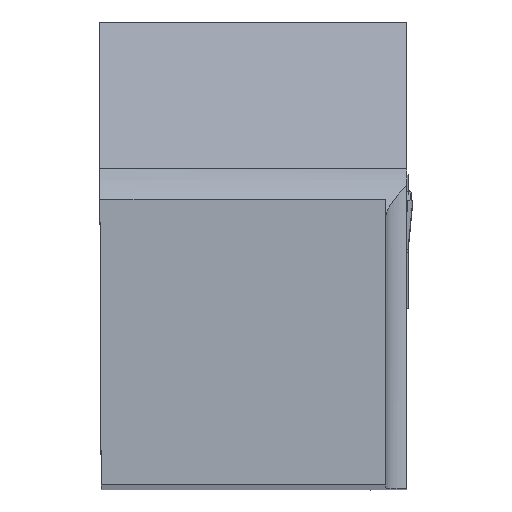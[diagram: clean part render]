
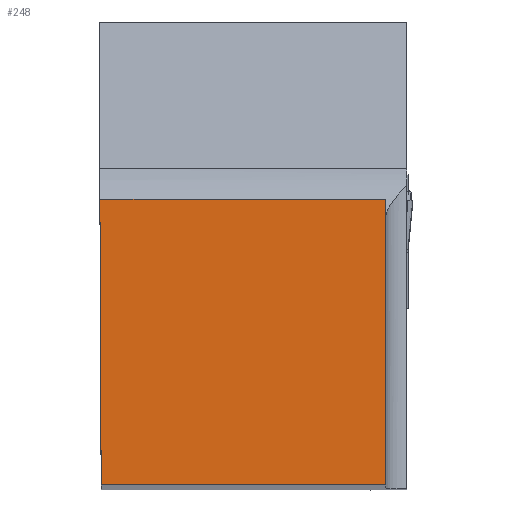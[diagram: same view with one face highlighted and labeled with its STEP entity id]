
A CAD part, top view. The second image highlights one B-rep face of the part: STEP entity #248.
In plain terms, the highlighted planar face has unit normal (0, 0, 1).
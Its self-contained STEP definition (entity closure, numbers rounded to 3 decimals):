
#248=ADVANCED_FACE('CU_BACK_SU1',(#402),#347,.F.);
#347=PLANE('',#2009);
#402=FACE_OUTER_BOUND('',#506,.T.);
#506=EDGE_LOOP('',(#1061,#1062,#1063,#1064));
#629=LINE('',#2625,#775);
#632=LINE('',#2631,#778);
#659=LINE('',#2720,#805);
#661=LINE('',#2723,#807);
#775=VECTOR('',#2182,1.);
#778=VECTOR('',#2187,1.);
#805=VECTOR('',#2258,1.);
#807=VECTOR('',#2262,1.);
#1061=ORIENTED_EDGE('',*,*,#1720,.T.);
#1062=ORIENTED_EDGE('',*,*,#1722,.F.);
#1063=ORIENTED_EDGE('',*,*,#1685,.T.);
#1064=ORIENTED_EDGE('',*,*,#1682,.T.);
#1505=VERTEX_POINT('',#2624);
#1506=VERTEX_POINT('',#2626);
#1508=VERTEX_POINT('',#2632);
#1524=VERTEX_POINT('',#2719);
#1682=EDGE_CURVE('',#1506,#1505,#629,.T.);
#1685=EDGE_CURVE('',#1508,#1506,#632,.T.);
#1720=EDGE_CURVE('',#1505,#1524,#659,.T.);
#1722=EDGE_CURVE('',#1508,#1524,#661,.T.);
#2009=AXIS2_PLACEMENT_3D('',#2724,#2263,#2264);
#2182=DIRECTION('',(0.004,-1.,0.));
#2187=DIRECTION('',(-1.,0.,0.));
#2258=DIRECTION('',(1.,0.,0.));
#2262=DIRECTION('',(0.,-1.,0.));
#2263=DIRECTION('',(0.,0.,-1.));
#2264=DIRECTION('',(0.,-1.,0.));
#2624=CARTESIAN_POINT('',(0.052,0.,0.));
#2625=CARTESIAN_POINT('',(-0.088,31.973,0.));
#2626=CARTESIAN_POINT('',(0.,11.875,0.));
#2631=CARTESIAN_POINT('',(-22.594,11.875,0.));
#2632=CARTESIAN_POINT('',(11.875,11.875,0.));
#2719=CARTESIAN_POINT('',(11.875,0.,0.));
#2720=CARTESIAN_POINT('',(-22.594,0.,0.));
#2723=CARTESIAN_POINT('',(11.875,31.875,0.));
#2724=CARTESIAN_POINT('',(-22.594,31.875,0.));
